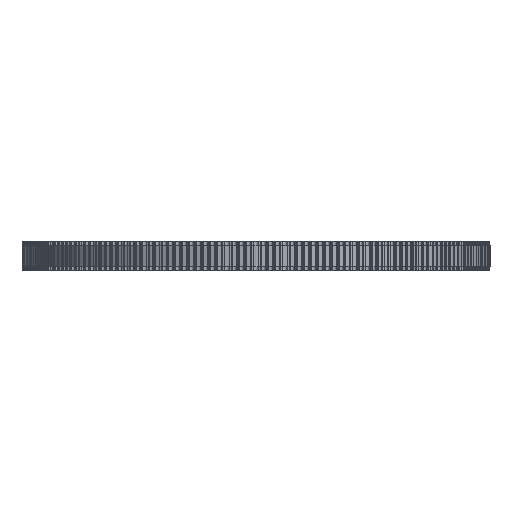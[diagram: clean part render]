
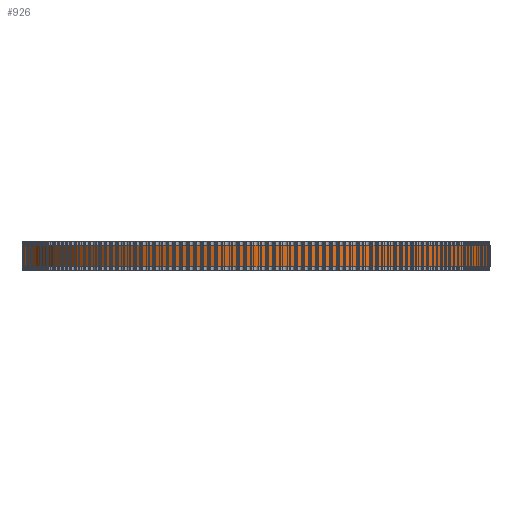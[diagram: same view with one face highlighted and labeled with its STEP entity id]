
A CAD part, front view. The second image highlights one B-rep face of the part: STEP entity #926.
In plain terms, the highlighted cylindrical face has radius 63.98 mm (diameter 127.961 mm), a full revolution.
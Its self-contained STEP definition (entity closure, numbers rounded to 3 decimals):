
#97=FACE_BOUND('',#3344,.T.);
#98=FACE_BOUND('',#3345,.T.);
#926=ADVANCED_FACE('',(#97,#98),#1731,.T.);
#1731=CYLINDRICAL_SURFACE('',#17831,63.98);
#3344=EDGE_LOOP('',(#9778));
#3345=EDGE_LOOP('',(#9779));
#9778=ORIENTED_EDGE('',*,*,#13802,.T.);
#9779=ORIENTED_EDGE('',*,*,#13803,.T.);
#11388=VERTEX_POINT('',#28300);
#11389=VERTEX_POINT('',#28302);
#13802=EDGE_CURVE('',#11388,#11388,#15412,.T.);
#13803=EDGE_CURVE('',#11389,#11389,#15413,.T.);
#15412=CIRCLE('',#17829,63.98);
#15413=CIRCLE('',#17830,63.98);
#17829=AXIS2_PLACEMENT_3D('',#28299,#23466,#23467);
#17830=AXIS2_PLACEMENT_3D('',#28301,#23468,#23469);
#17831=AXIS2_PLACEMENT_3D('',#28303,#23470,#23471);
#23466=DIRECTION('',(0.,0.,1.));
#23467=DIRECTION('',(1.,0.,0.));
#23468=DIRECTION('',(0.,0.,-1.));
#23469=DIRECTION('',(1.,0.,0.));
#23470=DIRECTION('',(0.,0.,1.));
#23471=DIRECTION('',(1.,0.,0.));
#28299=CARTESIAN_POINT('',(0.,0.,1.));
#28300=CARTESIAN_POINT('',(63.98,0.,1.));
#28301=CARTESIAN_POINT('',(0.,0.,7.));
#28302=CARTESIAN_POINT('',(63.98,0.,7.));
#28303=CARTESIAN_POINT('',(0.,0.,1.));
